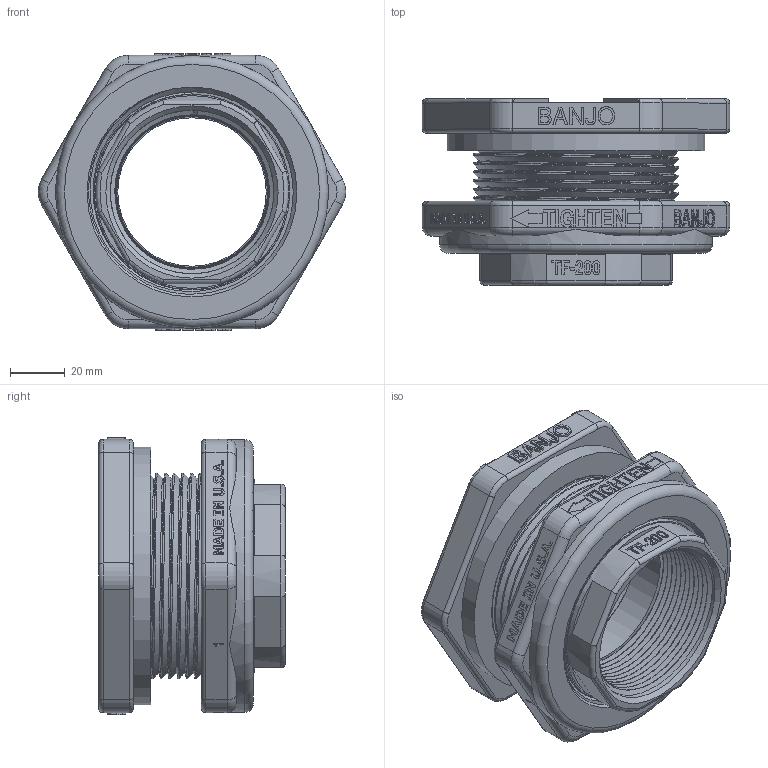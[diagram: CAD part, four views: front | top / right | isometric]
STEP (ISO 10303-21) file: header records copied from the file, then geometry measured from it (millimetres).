
FILE_DESCRIPTION(/* description */ (''),/* implementation_level */ '2;1');
FILE_NAME(/* name */ 'TF200.stp',/* time_stamp */ '2017-08-22T08:23:41-04:00',/* author */ ('areid'),/* organization */ (''),/* preprocessor_version */ 'ST-DEVELOPER v16.5',/* originating_system */ 'Autodesk Inventor 2017',/* authorisation */ '');
FILE_SCHEMA (('AUTOMOTIVE_DESIGN { 1 0 10303 214 3 1 1 }'));
Length unit declared in the file: inch
Products named in the file (5): TF200; TF201; TF153; TF153X; 300G
Assembly tree (4 placements, depth 3):
  TF200
    TF201
    TF153
      TF153X
    300G
Bounding box: 112.61 x 68.33 x 101.65 mm (x, y, z)
Volume: 252675.8 mm3; surface area: 83988.8 mm2
Topology: 3 solids, 3 shells, 854 faces, 2265 edges, 1481 vertices
Faces by surface type: plane 494, bspline 224, cylinder 76, torus 31, cone 29
Full cylindrical faces by diameter (mm): 54.356 x1, 70.612 x1, 71.628 x11, 75.692 x1, 76.2 x6, 94.463 x1, 99.822 x1
Entity records: 34940 total; most frequent: CARTESIAN_POINT 16083, ORIENTED_EDGE 4268, DIRECTION 3075, EDGE_CURVE 2134, LINE 1459, VECTOR 1459, VERTEX_POINT 1402, EDGE_LOOP 900
